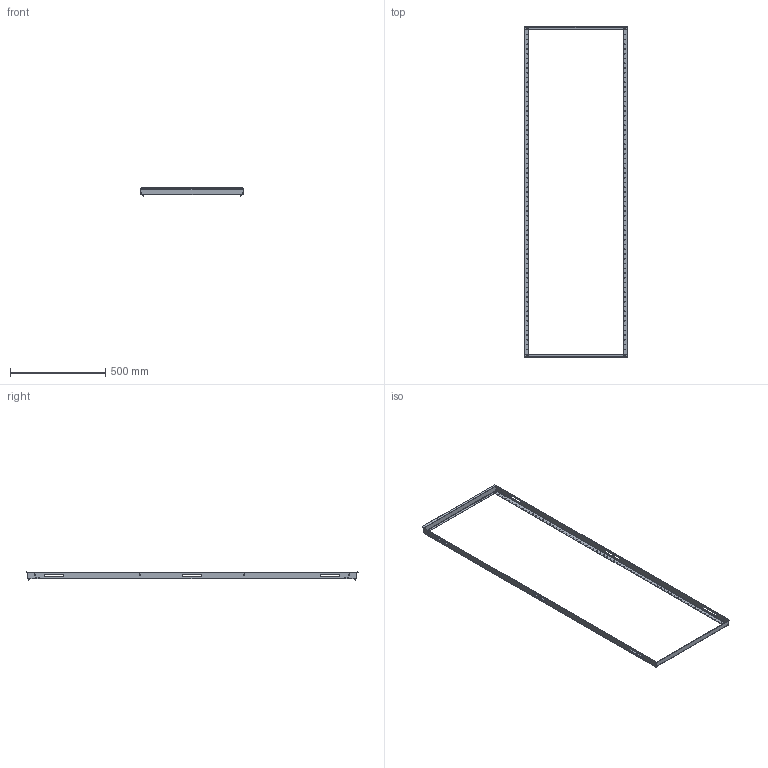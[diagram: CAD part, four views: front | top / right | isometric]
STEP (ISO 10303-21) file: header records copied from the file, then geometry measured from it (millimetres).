
FILE_DESCRIPTION (( 'STEP AP214' ), '1' );
FILE_NAME ('YKV-RAMA-1800-600 Ðàìà ïîä ïàíåëè ËÃ.ËÌÀ äëÿ ÂÐÓ 1800õ600õÕÕÕ (Í=1750) SMART.STEP', '2020-02-20T07:35:16', ( '' ), ( '' ), 'SwSTEP 2.0', 'SolidWorks 2017', '' );
FILE_SCHEMA (( 'AUTOMOTIVE_DESIGN' ));
Length unit declared in the file: millimetre
Products named in the file (4): 烂扰 252.05.002 青汶篪赅_-01; ÀÃÈÅ 252.05.001 Óãîëîê âåðòèêàëüíûé_€ƒˆ… 252.05.001; Âèíò ðåçüáîâûäàâëèâàþùèé Ì4x8_-00; YKV-RAMA-1800-600 Ðàìà ïîä ïàíåëè ËÃ.ËÌÀ äëÿ ÂÐÓ 1800õ600õÕÕÕ (Í=1750) SMART
Assembly tree (8 placements, depth 2):
  YKV-RAMA-1800-600 Ðàìà ïîä ïàíåëè ËÃ.ËÌÀ äëÿ ÂÐÓ 1800õ600õÕÕÕ (Í=1750) SMART
    ÀÃÈÅ 252.05.001 Óãîëîê âåðòèêàëüíûé_€ƒˆ… 252.05.001  x2
    烂扰 252.05.002 青汶篪赅_-01  x2
    Âèíò ðåçüáîâûäàâëèâàþùèé Ì4x8_-00  x4
Bounding box: 542.4 x 1740.14 x 42.77 mm (x, y, z)
Volume: 299160.6 mm3; surface area: 489212.9 mm2
Topology: 8 solids, 8 shells, 620 faces, 1780 edges, 1168 vertices
Faces by surface type: cylinder 376, plane 204, bspline 24, torus 8, sphere 8
Entity records: 10704 total; most frequent: CARTESIAN_POINT 2609, DIRECTION 1700, ORIENTED_EDGE 1612, EDGE_CURVE 806, AXIS2_PLACEMENT_3D 653, VERTEX_POINT 526, EDGE_LOOP 438, VECTOR 394
